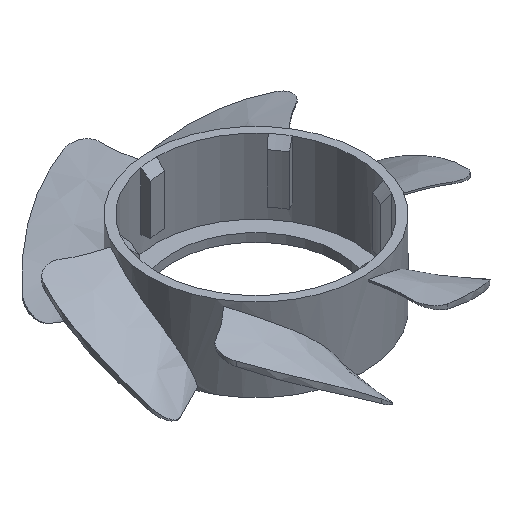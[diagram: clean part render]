
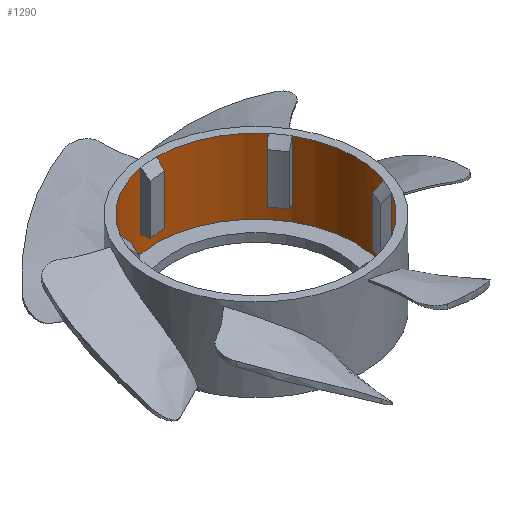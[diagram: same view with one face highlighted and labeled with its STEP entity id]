
A CAD part, isometric view. The second image highlights one B-rep face of the part: STEP entity #1290.
In plain terms, the highlighted cylindrical face has radius 12 mm (diameter 24 mm), a full revolution.
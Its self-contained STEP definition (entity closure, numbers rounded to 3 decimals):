
#166=FACE_OUTER_BOUND('',#239,.T.);
#239=EDGE_LOOP('',(#853,#854,#855,#856,#857,#858,#859,#860,#861,#862,#863,
#864,#865,#866,#867,#868,#869,#870,#871,#872,#873,#874,#875,#876,#877,#878,
#879,#880));
#320=LINE('',#1740,#396);
#321=LINE('',#1744,#397);
#322=LINE('',#1748,#398);
#323=LINE('',#1752,#399);
#324=LINE('',#1756,#400);
#325=LINE('',#1760,#401);
#326=LINE('',#1764,#402);
#327=LINE('',#1768,#403);
#328=LINE('',#1772,#404);
#329=LINE('',#1776,#405);
#330=LINE('',#1780,#406);
#331=LINE('',#1784,#407);
#332=LINE('',#1788,#408);
#396=VECTOR('',#1478,12.);
#397=VECTOR('',#1481,10.);
#398=VECTOR('',#1484,10.);
#399=VECTOR('',#1487,10.);
#400=VECTOR('',#1490,10.);
#401=VECTOR('',#1493,10.);
#402=VECTOR('',#1496,10.);
#403=VECTOR('',#1499,10.);
#404=VECTOR('',#1502,10.);
#405=VECTOR('',#1505,10.);
#406=VECTOR('',#1508,10.);
#407=VECTOR('',#1511,10.);
#408=VECTOR('',#1514,10.);
#472=CIRCLE('',#1379,12.);
#473=CIRCLE('',#1380,12.);
#474=CIRCLE('',#1381,12.);
#475=CIRCLE('',#1382,12.);
#476=CIRCLE('',#1383,12.);
#477=CIRCLE('',#1384,12.);
#478=CIRCLE('',#1385,12.);
#479=CIRCLE('',#1386,12.);
#480=CIRCLE('',#1387,12.);
#481=CIRCLE('',#1388,12.);
#482=CIRCLE('',#1389,12.);
#483=CIRCLE('',#1390,12.);
#484=CIRCLE('',#1391,12.);
#485=CIRCLE('',#1392,12.);
#508=VERTEX_POINT('',#1737);
#509=VERTEX_POINT('',#1739);
#510=VERTEX_POINT('',#1741);
#511=VERTEX_POINT('',#1743);
#512=VERTEX_POINT('',#1745);
#513=VERTEX_POINT('',#1747);
#514=VERTEX_POINT('',#1749);
#515=VERTEX_POINT('',#1751);
#516=VERTEX_POINT('',#1753);
#517=VERTEX_POINT('',#1755);
#518=VERTEX_POINT('',#1757);
#519=VERTEX_POINT('',#1759);
#520=VERTEX_POINT('',#1761);
#521=VERTEX_POINT('',#1763);
#522=VERTEX_POINT('',#1765);
#523=VERTEX_POINT('',#1767);
#524=VERTEX_POINT('',#1769);
#525=VERTEX_POINT('',#1771);
#526=VERTEX_POINT('',#1773);
#527=VERTEX_POINT('',#1775);
#528=VERTEX_POINT('',#1777);
#529=VERTEX_POINT('',#1779);
#530=VERTEX_POINT('',#1781);
#531=VERTEX_POINT('',#1783);
#532=VERTEX_POINT('',#1785);
#533=VERTEX_POINT('',#1787);
#648=EDGE_CURVE('',#508,#508,#472,.T.);
#649=EDGE_CURVE('',#508,#509,#320,.T.);
#650=EDGE_CURVE('',#510,#509,#473,.T.);
#651=EDGE_CURVE('',#511,#510,#321,.T.);
#652=EDGE_CURVE('',#512,#511,#474,.T.);
#653=EDGE_CURVE('',#513,#512,#322,.T.);
#654=EDGE_CURVE('',#514,#513,#475,.T.);
#655=EDGE_CURVE('',#515,#514,#323,.T.);
#656=EDGE_CURVE('',#516,#515,#476,.T.);
#657=EDGE_CURVE('',#517,#516,#324,.T.);
#658=EDGE_CURVE('',#518,#517,#477,.T.);
#659=EDGE_CURVE('',#519,#518,#325,.T.);
#660=EDGE_CURVE('',#520,#519,#478,.T.);
#661=EDGE_CURVE('',#521,#520,#326,.T.);
#662=EDGE_CURVE('',#522,#521,#479,.T.);
#663=EDGE_CURVE('',#523,#522,#327,.T.);
#664=EDGE_CURVE('',#524,#523,#480,.T.);
#665=EDGE_CURVE('',#525,#524,#328,.T.);
#666=EDGE_CURVE('',#526,#525,#481,.T.);
#667=EDGE_CURVE('',#527,#526,#329,.T.);
#668=EDGE_CURVE('',#528,#527,#482,.T.);
#669=EDGE_CURVE('',#529,#528,#330,.T.);
#670=EDGE_CURVE('',#530,#529,#483,.T.);
#671=EDGE_CURVE('',#531,#530,#331,.T.);
#672=EDGE_CURVE('',#532,#531,#484,.T.);
#673=EDGE_CURVE('',#533,#532,#332,.T.);
#674=EDGE_CURVE('',#509,#533,#485,.T.);
#853=ORIENTED_EDGE('',*,*,#648,.T.);
#854=ORIENTED_EDGE('',*,*,#649,.T.);
#855=ORIENTED_EDGE('',*,*,#650,.F.);
#856=ORIENTED_EDGE('',*,*,#651,.F.);
#857=ORIENTED_EDGE('',*,*,#652,.F.);
#858=ORIENTED_EDGE('',*,*,#653,.F.);
#859=ORIENTED_EDGE('',*,*,#654,.F.);
#860=ORIENTED_EDGE('',*,*,#655,.F.);
#861=ORIENTED_EDGE('',*,*,#656,.F.);
#862=ORIENTED_EDGE('',*,*,#657,.F.);
#863=ORIENTED_EDGE('',*,*,#658,.F.);
#864=ORIENTED_EDGE('',*,*,#659,.F.);
#865=ORIENTED_EDGE('',*,*,#660,.F.);
#866=ORIENTED_EDGE('',*,*,#661,.F.);
#867=ORIENTED_EDGE('',*,*,#662,.F.);
#868=ORIENTED_EDGE('',*,*,#663,.F.);
#869=ORIENTED_EDGE('',*,*,#664,.F.);
#870=ORIENTED_EDGE('',*,*,#665,.F.);
#871=ORIENTED_EDGE('',*,*,#666,.F.);
#872=ORIENTED_EDGE('',*,*,#667,.F.);
#873=ORIENTED_EDGE('',*,*,#668,.F.);
#874=ORIENTED_EDGE('',*,*,#669,.F.);
#875=ORIENTED_EDGE('',*,*,#670,.F.);
#876=ORIENTED_EDGE('',*,*,#671,.F.);
#877=ORIENTED_EDGE('',*,*,#672,.F.);
#878=ORIENTED_EDGE('',*,*,#673,.F.);
#879=ORIENTED_EDGE('',*,*,#674,.F.);
#880=ORIENTED_EDGE('',*,*,#649,.F.);
#1263=CYLINDRICAL_SURFACE('',#1378,12.);
#1290=ADVANCED_FACE('',(#166),#1263,.F.);
#1378=AXIS2_PLACEMENT_3D('',#1736,#1474,#1475);
#1379=AXIS2_PLACEMENT_3D('',#1738,#1476,#1477);
#1380=AXIS2_PLACEMENT_3D('',#1742,#1479,#1480);
#1381=AXIS2_PLACEMENT_3D('',#1746,#1482,#1483);
#1382=AXIS2_PLACEMENT_3D('',#1750,#1485,#1486);
#1383=AXIS2_PLACEMENT_3D('',#1754,#1488,#1489);
#1384=AXIS2_PLACEMENT_3D('',#1758,#1491,#1492);
#1385=AXIS2_PLACEMENT_3D('',#1762,#1494,#1495);
#1386=AXIS2_PLACEMENT_3D('',#1766,#1497,#1498);
#1387=AXIS2_PLACEMENT_3D('',#1770,#1500,#1501);
#1388=AXIS2_PLACEMENT_3D('',#1774,#1503,#1504);
#1389=AXIS2_PLACEMENT_3D('',#1778,#1506,#1507);
#1390=AXIS2_PLACEMENT_3D('',#1782,#1509,#1510);
#1391=AXIS2_PLACEMENT_3D('',#1786,#1512,#1513);
#1392=AXIS2_PLACEMENT_3D('',#1789,#1515,#1516);
#1474=DIRECTION('center_axis',(0.,0.,-1.));
#1475=DIRECTION('ref_axis',(-1.,0.,0.));
#1476=DIRECTION('center_axis',(0.,0.,
-1.));
#1477=DIRECTION('ref_axis',(-1.,0.,0.));
#1478=DIRECTION('',(0.,0.,1.));
#1479=DIRECTION('center_axis',(0.,0.,
-1.));
#1480=DIRECTION('ref_axis',(0.866,0.5,0.));
#1481=DIRECTION('',(0.,0.,1.));
#1482=DIRECTION('center_axis',(0.,0.,
-1.));
#1483=DIRECTION('ref_axis',(-1.,0.,0.));
#1484=DIRECTION('',(0.,0.,-1.));
#1485=DIRECTION('center_axis',(0.,0.,
-1.));
#1486=DIRECTION('ref_axis',(0.,1.,0.));
#1487=DIRECTION('',(0.,0.,1.));
#1488=DIRECTION('center_axis',(0.,0.,
-1.));
#1489=DIRECTION('ref_axis',(-1.,0.,0.));
#1490=DIRECTION('',(0.,0.,-1.));
#1491=DIRECTION('center_axis',(0.,0.,
-1.));
#1492=DIRECTION('ref_axis',(-0.866,0.5,0.));
#1493=DIRECTION('',(0.,0.,1.));
#1494=DIRECTION('center_axis',(0.,0.,
-1.));
#1495=DIRECTION('ref_axis',(-1.,0.,0.));
#1496=DIRECTION('',(0.,0.,-1.));
#1497=DIRECTION('center_axis',(0.,0.,-1.));
#1498=DIRECTION('ref_axis',(-0.866,-0.5,0.));
#1499=DIRECTION('',(0.,0.,1.));
#1500=DIRECTION('center_axis',(0.,0.,
-1.));
#1501=DIRECTION('ref_axis',(-1.,0.,0.));
#1502=DIRECTION('',(0.,0.,-1.));
#1503=DIRECTION('center_axis',(0.,0.,
-1.));
#1504=DIRECTION('ref_axis',(0.,-1.,0.));
#1505=DIRECTION('',(0.,0.,1.));
#1506=DIRECTION('center_axis',(0.,0.,
-1.));
#1507=DIRECTION('ref_axis',(-1.,0.,0.));
#1508=DIRECTION('',(0.,0.,-1.));
#1509=DIRECTION('center_axis',(0.,0.,
-1.));
#1510=DIRECTION('ref_axis',(0.866,-0.5,0.));
#1511=DIRECTION('',(0.,0.,1.));
#1512=DIRECTION('center_axis',(0.,0.,
-1.));
#1513=DIRECTION('ref_axis',(-1.,0.,0.));
#1514=DIRECTION('',(0.,0.,-1.));
#1515=DIRECTION('center_axis',(0.,0.,
-1.));
#1516=DIRECTION('ref_axis',(0.866,0.5,0.));
#1736=CARTESIAN_POINT('Origin',(0.,0.,5.));
#1737=CARTESIAN_POINT('',(12.,0.,1.));
#1738=CARTESIAN_POINT('Origin',(0.,0.,1.));
#1739=CARTESIAN_POINT('',(12.,0.,10.));
#1740=CARTESIAN_POINT('',(12.,0.,5.));
#1741=CARTESIAN_POINT('',(10.392,6.,10.));
#1742=CARTESIAN_POINT('Origin',(0.,0.,10.));
#1743=CARTESIAN_POINT('',(10.392,6.,3.));
#1744=CARTESIAN_POINT('',(10.392,6.,0.));
#1745=CARTESIAN_POINT('',(9.193,7.713,3.));
#1746=CARTESIAN_POINT('Origin',(0.,0.,3.));
#1747=CARTESIAN_POINT('',(9.193,7.713,10.));
#1748=CARTESIAN_POINT('',(9.193,7.713,10.));
#1749=CARTESIAN_POINT('',(0.,12.,10.));
#1750=CARTESIAN_POINT('Origin',(0.,0.,10.));
#1751=CARTESIAN_POINT('',(0.,12.,3.));
#1752=CARTESIAN_POINT('',(0.,12.,0.));
#1753=CARTESIAN_POINT('',(-2.084,11.818,3.));
#1754=CARTESIAN_POINT('Origin',(0.,0.,3.));
#1755=CARTESIAN_POINT('',(-2.084,11.818,10.));
#1756=CARTESIAN_POINT('',(-2.084,11.818,10.));
#1757=CARTESIAN_POINT('',(-10.392,6.,10.));
#1758=CARTESIAN_POINT('Origin',(0.,0.,10.));
#1759=CARTESIAN_POINT('',(-10.392,6.,3.));
#1760=CARTESIAN_POINT('',(-10.392,6.,0.));
#1761=CARTESIAN_POINT('',(-11.276,4.104,3.));
#1762=CARTESIAN_POINT('Origin',(0.,0.,3.));
#1763=CARTESIAN_POINT('',(-11.276,4.104,10.));
#1764=CARTESIAN_POINT('',(-11.276,4.104,10.));
#1765=CARTESIAN_POINT('',(-10.392,-6.,10.));
#1766=CARTESIAN_POINT('Origin',(0.,0.,10.));
#1767=CARTESIAN_POINT('',(-10.392,-6.,3.));
#1768=CARTESIAN_POINT('',(-10.392,-6.,0.));
#1769=CARTESIAN_POINT('',(-9.193,-7.713,3.));
#1770=CARTESIAN_POINT('Origin',(0.,0.,3.));
#1771=CARTESIAN_POINT('',(-9.193,-7.713,10.));
#1772=CARTESIAN_POINT('',(-9.193,-7.713,10.));
#1773=CARTESIAN_POINT('',(0.,-12.,10.));
#1774=CARTESIAN_POINT('Origin',(0.,0.,10.));
#1775=CARTESIAN_POINT('',(0.,-12.,3.));
#1776=CARTESIAN_POINT('',(0.,-12.,0.));
#1777=CARTESIAN_POINT('',(2.084,-11.818,3.));
#1778=CARTESIAN_POINT('Origin',(0.,0.,3.));
#1779=CARTESIAN_POINT('',(2.084,-11.818,10.));
#1780=CARTESIAN_POINT('',(2.084,-11.818,10.));
#1781=CARTESIAN_POINT('',(10.392,-6.,10.));
#1782=CARTESIAN_POINT('Origin',(0.,0.,10.));
#1783=CARTESIAN_POINT('',(10.392,-6.,3.));
#1784=CARTESIAN_POINT('',(10.392,-6.,0.));
#1785=CARTESIAN_POINT('',(11.276,-4.104,3.));
#1786=CARTESIAN_POINT('Origin',(0.,0.,3.));
#1787=CARTESIAN_POINT('',(11.276,-4.104,10.));
#1788=CARTESIAN_POINT('',(11.276,-4.104,10.));
#1789=CARTESIAN_POINT('Origin',(0.,0.,10.));
